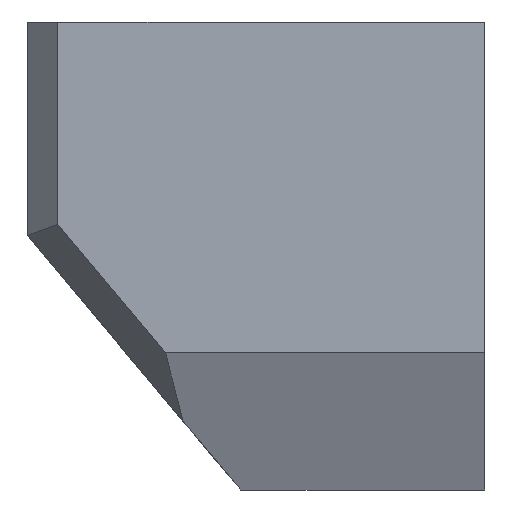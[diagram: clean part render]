
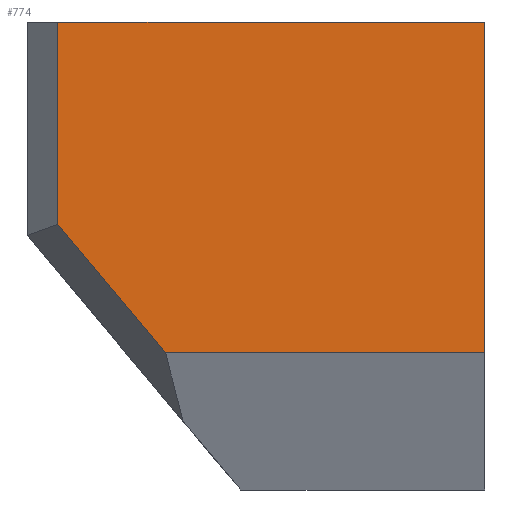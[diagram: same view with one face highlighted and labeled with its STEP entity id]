
A CAD part, left-side view. The second image highlights one B-rep face of the part: STEP entity #774.
In plain terms, the highlighted planar face has unit normal (-1, 0, 0).
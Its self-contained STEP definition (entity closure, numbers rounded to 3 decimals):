
#87=FACE_OUTER_BOUND('',#137,.T.);
#137=EDGE_LOOP('',(#693,#694,#695,#696,#697));
#148=LINE('',#1068,#237);
#184=LINE('',#1148,#273);
#186=LINE('',#1151,#275);
#196=LINE('',#1171,#285);
#199=LINE('',#1175,#288);
#237=VECTOR('',#862,10.);
#273=VECTOR('',#920,10.);
#275=VECTOR('',#924,10.);
#285=VECTOR('',#942,10.);
#288=VECTOR('',#947,10.);
#324=VERTEX_POINT('',#1065);
#325=VERTEX_POINT('',#1067);
#357=VERTEX_POINT('',#1145);
#358=VERTEX_POINT('',#1147);
#364=VERTEX_POINT('',#1169);
#394=EDGE_CURVE('',#325,#324,#148,.T.);
#434=EDGE_CURVE('',#357,#358,#184,.T.);
#436=EDGE_CURVE('',#358,#324,#186,.T.);
#446=EDGE_CURVE('',#364,#357,#196,.T.);
#449=EDGE_CURVE('',#364,#325,#199,.T.);
#693=ORIENTED_EDGE('',*,*,#434,.F.);
#694=ORIENTED_EDGE('',*,*,#446,.F.);
#695=ORIENTED_EDGE('',*,*,#449,.T.);
#696=ORIENTED_EDGE('',*,*,#394,.T.);
#697=ORIENTED_EDGE('',*,*,#436,.F.);
#734=PLANE('',#843);
#774=ADVANCED_FACE('',(#87),#734,.T.);
#843=AXIS2_PLACEMENT_3D('',#1263,#1042,#1043);
#862=DIRECTION('',(0.,1.,0.));
#920=DIRECTION('',(0.,0.642,0.766));
#924=DIRECTION('',(0.,0.,1.));
#942=DIRECTION('',(0.,1.,0.));
#947=DIRECTION('',(0.,0.,1.));
#1042=DIRECTION('center_axis',(-1.,0.,0.));
#1043=DIRECTION('ref_axis',(0.,0.,1.));
#1065=CARTESIAN_POINT('',(-15.,14.,15.35));
#1067=CARTESIAN_POINT('',(-15.,0.,15.35));
#1068=CARTESIAN_POINT('',(-15.,0.,15.35));
#1145=CARTESIAN_POINT('',(-15.,10.468,4.5));
#1147=CARTESIAN_POINT('',(-15.,14.,8.714));
#1148=CARTESIAN_POINT('',(-15.,5.583,-1.327));
#1151=CARTESIAN_POINT('',(-15.,14.,5.925));
#1169=CARTESIAN_POINT('',(-15.,0.,4.5));
#1171=CARTESIAN_POINT('',(-15.,0.,4.5));
#1175=CARTESIAN_POINT('',(-15.,0.,0.));
#1263=CARTESIAN_POINT('Origin',(-15.,0.,0.));
